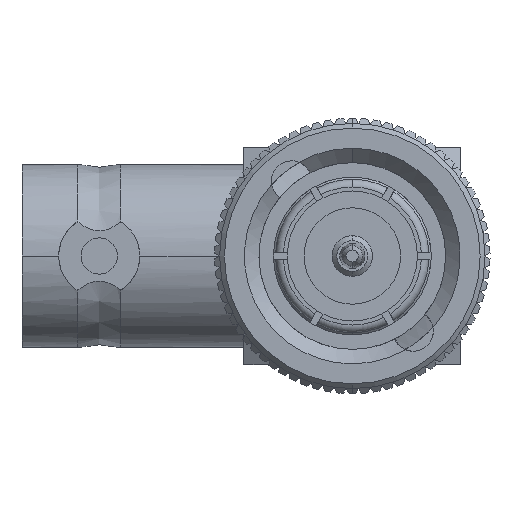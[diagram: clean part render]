
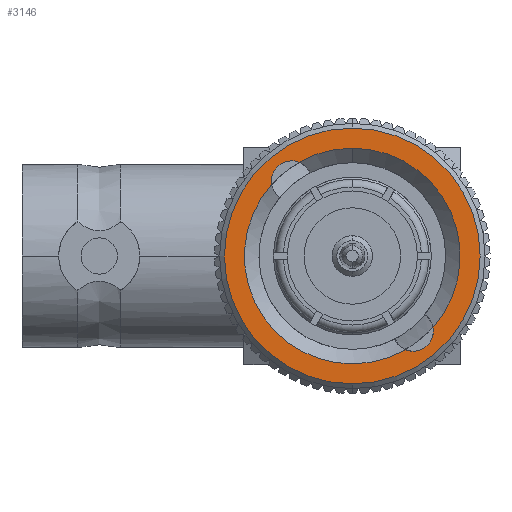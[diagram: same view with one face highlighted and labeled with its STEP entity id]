
A CAD part, left-side view. The second image highlights one B-rep face of the part: STEP entity #3146.
In plain terms, the highlighted planar face has unit normal (-1, 0, 0).
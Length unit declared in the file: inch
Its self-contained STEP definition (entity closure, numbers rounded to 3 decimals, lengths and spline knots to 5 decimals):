
#144 = DIRECTION ( 'NONE',  ( 0., 0., -1. ) ) ;
#235 = EDGE_CURVE ( 'NONE', #13973, #17714, #9605, .T. ) ;
#521 = CARTESIAN_POINT ( 'NONE',  ( -0.855, 0.16721, 0.1483 ) ) ;
#624 = ORIENTED_EDGE ( 'NONE', *, *, #6949, .T. ) ;
#1744 = VERTEX_POINT ( 'NONE', #16774 ) ;
#2101 = DIRECTION ( 'NONE',  ( 0., 0., -1. ) ) ;
#2574 = EDGE_CURVE ( 'NONE', #11461, #1744, #15999, .T. ) ;
#3146 = ADVANCED_FACE ( 'NONE', ( #12849, #12931 ), #5742, .F. ) ;
#3388 = DIRECTION ( 'NONE',  ( 1., 0., 0. ) ) ;
#3786 = DIRECTION ( 'NONE',  ( 1., 0., 0. ) ) ;
#3835 = DIRECTION ( 'NONE',  ( 0., 0., -1. ) ) ;
#4306 = ORIENTED_EDGE ( 'NONE', *, *, #235, .F. ) ;
#4465 = EDGE_CURVE ( 'NONE', #6686, #1744, #8194, .T. ) ;
#4623 = AXIS2_PLACEMENT_3D ( 'NONE', #5638, #12447, #11403 ) ;
#4661 = ORIENTED_EDGE ( 'NONE', *, *, #12020, .F. ) ;
#4771 = CARTESIAN_POINT ( 'NONE',  ( -0.855, 0.12592, 0.15539 ) ) ;
#4909 = CIRCLE ( 'NONE', #18184, 0.2235 ) ;
#5051 = CARTESIAN_POINT ( 'NONE',  ( -0.855, 0., -0.265 ) ) ;
#5183 = ORIENTED_EDGE ( 'NONE', *, *, #4465, .F. ) ;
#5272 = DIRECTION ( 'NONE',  ( 1., 0., 0. ) ) ;
#5638 = CARTESIAN_POINT ( 'NONE',  ( -0.855, 0., 0. ) ) ;
#5703 = DIRECTION ( 'NONE',  ( -1., 0., 0. ) ) ;
#5742 = PLANE ( 'NONE',  #10272 ) ;
#6149 = CIRCLE ( 'NONE', #10053, 0.0419 ) ;
#6389 = EDGE_LOOP ( 'NONE', ( #624, #9799 ) ) ;
#6452 = CARTESIAN_POINT ( 'NONE',  ( -0.855, -0.11042, -0.19432 ) ) ;
#6686 = VERTEX_POINT ( 'NONE', #6452 ) ;
#6949 = EDGE_CURVE ( 'NONE', #13195, #12572, #8504, .T. ) ;
#7136 = DIRECTION ( 'NONE',  ( 0., 0., -1. ) ) ;
#7539 = AXIS2_PLACEMENT_3D ( 'NONE', #14531, #15936, #7136 ) ;
#7626 = CIRCLE ( 'NONE', #4623, 0.265 ) ;
#7693 = DIRECTION ( 'NONE',  ( -1., 0., 0. ) ) ;
#7931 = CIRCLE ( 'NONE', #15179, 0.2235 ) ;
#7988 = EDGE_CURVE ( 'NONE', #6686, #12181, #4909, .T. ) ;
#8194 = CIRCLE ( 'NONE', #8786, 0.0419 ) ;
#8216 = EDGE_LOOP ( 'NONE', ( #5183, #9033, #4661, #4306, #10676, #9639 ) ) ;
#8443 = CARTESIAN_POINT ( 'NONE',  ( -0.855, -0.12592, -0.15539 ) ) ;
#8504 = CIRCLE ( 'NONE', #11534, 0.265 ) ;
#8786 = AXIS2_PLACEMENT_3D ( 'NONE', #8443, #5703, #9960 ) ;
#8801 = DIRECTION ( 'NONE',  ( -1., 0., 0. ) ) ;
#9033 = ORIENTED_EDGE ( 'NONE', *, *, #7988, .T. ) ;
#9605 = CIRCLE ( 'NONE', #7539, 0.0419 ) ;
#9639 = ORIENTED_EDGE ( 'NONE', *, *, #2574, .T. ) ;
#9799 = ORIENTED_EDGE ( 'NONE', *, *, #11322, .T. ) ;
#9960 = DIRECTION ( 'NONE',  ( 0., 0., -1. ) ) ;
#10053 = AXIS2_PLACEMENT_3D ( 'NONE', #4771, #7693, #14526 ) ;
#10272 = AXIS2_PLACEMENT_3D ( 'NONE', #11512, #3388, #16590 ) ;
#10676 = ORIENTED_EDGE ( 'NONE', *, *, #11391, .T. ) ;
#11110 = CARTESIAN_POINT ( 'NONE',  ( -0.855, 0., 0. ) ) ;
#11315 = DIRECTION ( 'NONE',  ( 0., 0., -1. ) ) ;
#11322 = EDGE_CURVE ( 'NONE', #12572, #13195, #7626, .T. ) ;
#11391 = EDGE_CURVE ( 'NONE', #13973, #11461, #7931, .T. ) ;
#11403 = DIRECTION ( 'NONE',  ( 0., 0., -1. ) ) ;
#11422 = CARTESIAN_POINT ( 'NONE',  ( -0.855, 0.11042, 0.19432 ) ) ;
#11461 = VERTEX_POINT ( 'NONE', #14730 ) ;
#11512 = CARTESIAN_POINT ( 'NONE',  ( -0.855, 0., 0. ) ) ;
#11534 = AXIS2_PLACEMENT_3D ( 'NONE', #13066, #8801, #144 ) ;
#12020 = EDGE_CURVE ( 'NONE', #17714, #12181, #6149, .T. ) ;
#12067 = AXIS2_PLACEMENT_3D ( 'NONE', #12383, #3786, #2101 ) ;
#12069 = CARTESIAN_POINT ( 'NONE',  ( -0.855, 0., 0.265 ) ) ;
#12181 = VERTEX_POINT ( 'NONE', #521 ) ;
#12383 = CARTESIAN_POINT ( 'NONE',  ( -0.855, 0., 0. ) ) ;
#12447 = DIRECTION ( 'NONE',  ( -1., 0., 0. ) ) ;
#12572 = VERTEX_POINT ( 'NONE', #12069 ) ;
#12849 = FACE_BOUND ( 'NONE', #8216, .T. ) ;
#12931 = FACE_OUTER_BOUND ( 'NONE', #6389, .T. ) ;
#13066 = CARTESIAN_POINT ( 'NONE',  ( -0.855, 0., 0. ) ) ;
#13195 = VERTEX_POINT ( 'NONE', #5051 ) ;
#13973 = VERTEX_POINT ( 'NONE', #11422 ) ;
#14062 = CARTESIAN_POINT ( 'NONE',  ( -0.855, 0., 0. ) ) ;
#14526 = DIRECTION ( 'NONE',  ( 0., 0., -1. ) ) ;
#14531 = CARTESIAN_POINT ( 'NONE',  ( -0.855, 0.12592, 0.15539 ) ) ;
#14730 = CARTESIAN_POINT ( 'NONE',  ( -0.855, 0., 0.2235 ) ) ;
#15179 = AXIS2_PLACEMENT_3D ( 'NONE', #14062, #5272, #11315 ) ;
#15457 = DIRECTION ( 'NONE',  ( 1., 0., 0. ) ) ;
#15936 = DIRECTION ( 'NONE',  ( -1., 0., 0. ) ) ;
#15999 = CIRCLE ( 'NONE', #12067, 0.2235 ) ;
#16590 = DIRECTION ( 'NONE',  ( 0., 1., 0. ) ) ;
#16774 = CARTESIAN_POINT ( 'NONE',  ( -0.855, -0.16721, -0.1483 ) ) ;
#17714 = VERTEX_POINT ( 'NONE', #18186 ) ;
#18184 = AXIS2_PLACEMENT_3D ( 'NONE', #11110, #15457, #3835 ) ;
#18186 = CARTESIAN_POINT ( 'NONE',  ( -0.855, 0.12592, 0.19729 ) ) ;
